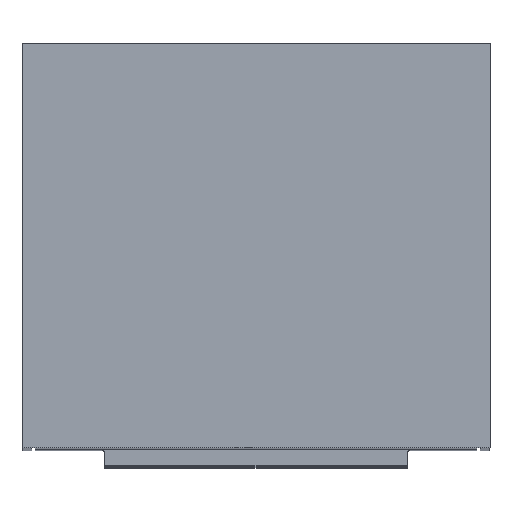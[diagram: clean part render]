
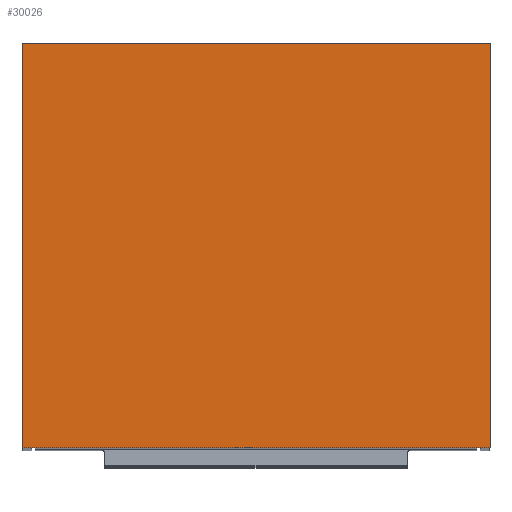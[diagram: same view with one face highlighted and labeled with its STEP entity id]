
A CAD part, top view. The second image highlights one B-rep face of the part: STEP entity #30026.
In plain terms, the highlighted planar face has unit normal (0, 0, 1).
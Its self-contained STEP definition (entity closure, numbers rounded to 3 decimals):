
#1558=PLANE('',#32561);
#3491=FACE_OUTER_BOUND('',#5196,.T.);
#5196=EDGE_LOOP('',(#27899,#27900,#27901,#27902));
#8326=LINE('',#52713,#11476);
#8329=LINE('',#52719,#11479);
#8332=LINE('',#52725,#11482);
#8335=LINE('',#52729,#11485);
#11476=VECTOR('',#40643,401.);
#11479=VECTOR('',#40648,346.5);
#11482=VECTOR('',#40653,401.);
#11485=VECTOR('',#40658,346.5);
#15114=VERTEX_POINT('',#52710);
#15115=VERTEX_POINT('',#52712);
#15117=VERTEX_POINT('',#52718);
#15119=VERTEX_POINT('',#52724);
#19375=EDGE_CURVE('',#15115,#15114,#8326,.T.);
#19378=EDGE_CURVE('',#15117,#15115,#8329,.T.);
#19381=EDGE_CURVE('',#15119,#15117,#8332,.T.);
#19384=EDGE_CURVE('',#15114,#15119,#8335,.T.);
#27899=ORIENTED_EDGE('',*,*,#19384,.T.);
#27900=ORIENTED_EDGE('',*,*,#19381,.T.);
#27901=ORIENTED_EDGE('',*,*,#19378,.T.);
#27902=ORIENTED_EDGE('',*,*,#19375,.T.);
#30026=ADVANCED_FACE('',(#3491),#1558,.T.);
#32561=AXIS2_PLACEMENT_3D('',#52730,#40659,#40660);
#40643=DIRECTION('',(-1.,0.,0.));
#40648=DIRECTION('',(0.,1.,0.));
#40653=DIRECTION('',(1.,0.,0.));
#40658=DIRECTION('',(0.,-1.,0.));
#40659=DIRECTION('center_axis',(0.,0.,1.));
#40660=DIRECTION('ref_axis',(1.,0.,0.));
#52710=CARTESIAN_POINT('',(-0.5,346.,1710.));
#52712=CARTESIAN_POINT('',(400.5,346.,1710.));
#52713=CARTESIAN_POINT('',(400.5,346.,1710.));
#52718=CARTESIAN_POINT('',(400.5,-0.5,1710.));
#52719=CARTESIAN_POINT('',(400.5,-0.5,1710.));
#52724=CARTESIAN_POINT('',(-0.5,-0.5,1710.));
#52725=CARTESIAN_POINT('',(-0.5,-0.5,1710.));
#52729=CARTESIAN_POINT('',(-0.5,346.,1710.));
#52730=CARTESIAN_POINT('Origin',(200.,172.75,1710.));
